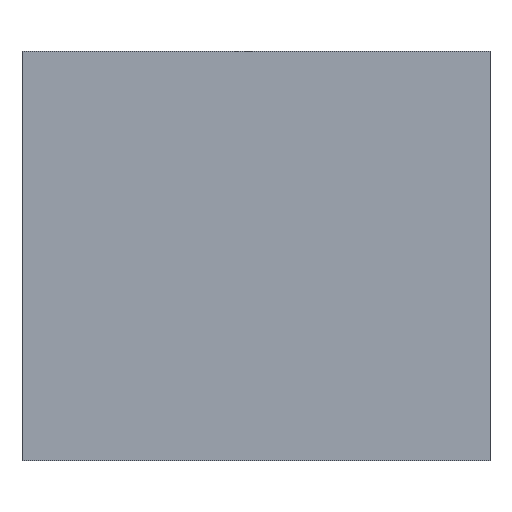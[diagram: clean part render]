
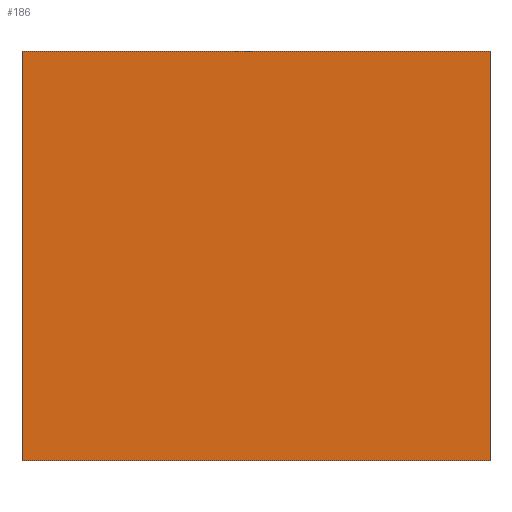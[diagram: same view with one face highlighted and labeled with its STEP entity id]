
A CAD part, front view. The second image highlights one B-rep face of the part: STEP entity #186.
In plain terms, the highlighted planar face has unit normal (0, -1, 0).
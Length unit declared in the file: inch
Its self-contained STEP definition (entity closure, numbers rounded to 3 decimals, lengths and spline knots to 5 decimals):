
#24=FACE_OUTER_BOUND('',#36,.T.);
#36=EDGE_LOOP('',(#137,#138,#139,#140));
#46=LINE('',#289,#66);
#54=LINE('',#304,#74);
#55=LINE('',#306,#75);
#56=LINE('',#307,#76);
#66=VECTOR('',#234,0.3937);
#74=VECTOR('',#246,0.3937);
#75=VECTOR('',#249,0.3937);
#76=VECTOR('',#250,0.3937);
#86=VERTEX_POINT('',#286);
#87=VERTEX_POINT('',#288);
#91=VERTEX_POINT('',#300);
#92=VERTEX_POINT('',#302);
#102=EDGE_CURVE('',#86,#87,#46,.T.);
#110=EDGE_CURVE('',#91,#92,#54,.T.);
#111=EDGE_CURVE('',#86,#91,#55,.T.);
#112=EDGE_CURVE('',#87,#92,#56,.T.);
#137=ORIENTED_EDGE('',*,*,#111,.T.);
#138=ORIENTED_EDGE('',*,*,#110,.T.);
#139=ORIENTED_EDGE('',*,*,#112,.F.);
#140=ORIENTED_EDGE('',*,*,#102,.F.);
#176=PLANE('',#216);
#186=ADVANCED_FACE('',(#24),#176,.T.);
#216=AXIS2_PLACEMENT_3D('',#305,#247,#248);
#234=DIRECTION('',(0.,0.,1.));
#246=DIRECTION('',(0.,0.,1.));
#247=DIRECTION('center_axis',(0.,-1.,0.));
#248=DIRECTION('ref_axis',(1.,0.,0.));
#249=DIRECTION('',(1.,0.,0.));
#250=DIRECTION('',(1.,0.,0.));
#286=CARTESIAN_POINT('',(-1.,-0.3125,-0.875));
#288=CARTESIAN_POINT('',(-1.,-0.3125,0.875));
#289=CARTESIAN_POINT('',(-1.,-0.3125,-0.875));
#300=CARTESIAN_POINT('',(1.,-0.3125,-0.875));
#302=CARTESIAN_POINT('',(1.,-0.3125,0.875));
#304=CARTESIAN_POINT('',(1.,-0.3125,-0.875));
#305=CARTESIAN_POINT('Origin',(-1.,-0.3125,-0.875));
#306=CARTESIAN_POINT('',(-1.,-0.3125,-0.875));
#307=CARTESIAN_POINT('',(-1.,-0.3125,0.875));
